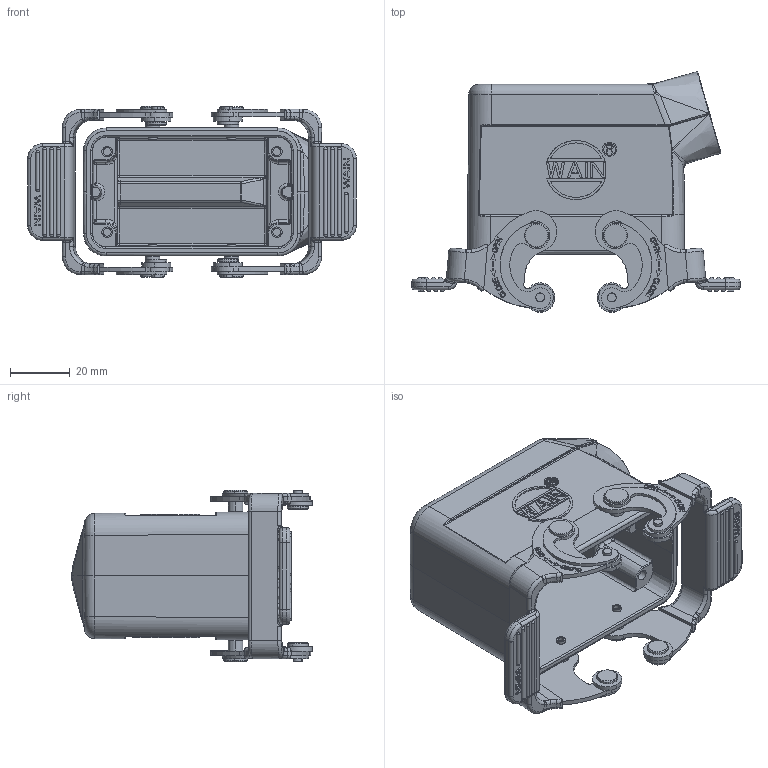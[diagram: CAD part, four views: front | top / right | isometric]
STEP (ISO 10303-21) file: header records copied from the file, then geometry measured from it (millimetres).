
FILE_DESCRIPTION(/* description */ (''),/* implementation_level */ '2;1');
FILE_NAME(/* name */ '3D_1240105411010_HV10B-SE-2L_SC-PG16_V1.1.stp',/* time_stamp */ '2023-12-28T15:32:05+08:00',/* author */ (''),/* organization */ (''),/* preprocessor_version */ 'ST-DEVELOPER v18.1',/* originating_system */ 'SIEMENS PLM Software NX 1980',/* authorisation */ '');
FILE_SCHEMA (('AUTOMOTIVE_DESIGN { 1 0 10303 214 3 1 1 1 }'));
Products named in the file (1): 145916701EA0cyi3
Bounding box: 110.3 x 80.7 x 57.45 mm (x, y, z)
Volume: 70178.6 mm3; surface area: 44225 mm2
Topology: 3 solids, 3 shells, 1769 faces, 4728 edges, 3091 vertices
Faces by surface type: plane 833, cylinder 500, torus 136, bspline 88, extrusion 88, cone 68, sphere 50, revolution 6
Entity records: 62175 total; most frequent: CARTESIAN_POINT 19982, ORIENTED_EDGE 9358, DIRECTION 7787, EDGE_CURVE 4679, VERTEX_POINT 3091, AXIS2_PLACEMENT_3D 2731, VECTOR 2319, LINE 2231
